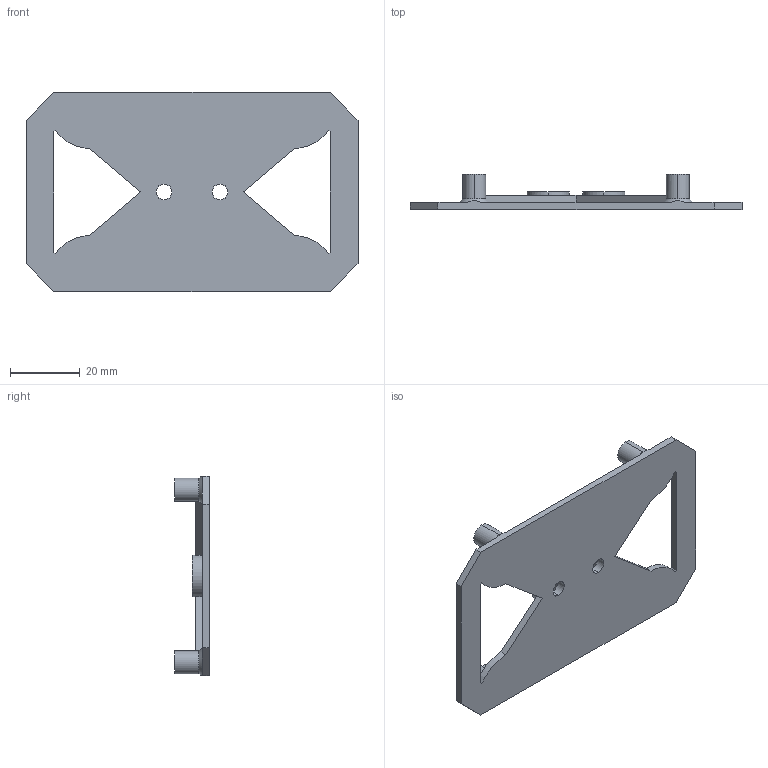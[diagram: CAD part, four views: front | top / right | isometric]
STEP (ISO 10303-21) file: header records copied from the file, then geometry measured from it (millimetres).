
FILE_DESCRIPTION (( 'STEP AP203' ), '1' );
FILE_NAME ('pi_flat_mount.STEP', '2024-08-17T13:47:28', ( '' ), ( '' ), 'SwSTEP 2.0', 'SolidWorks 2022', '' );
FILE_SCHEMA (( 'CONFIG_CONTROL_DESIGN' ));
Length unit declared in the file: millimetre
Products named in the file (1): pi_flat_mount
Bounding box: 95 x 10 x 57 mm (x, y, z)
Volume: 10534.9 mm3; surface area: 11253 mm2
Topology: 1 solids, 1 shells, 98 faces, 260 edges, 160 vertices
Faces by surface type: plane 38, cone 32, cylinder 28
Entity records: 3109 total; most frequent: CARTESIAN_POINT 583, DIRECTION 526, ORIENTED_EDGE 504, EDGE_CURVE 252, AXIS2_PLACEMENT_3D 191, VERTEX_POINT 160, LINE 144, VECTOR 144
